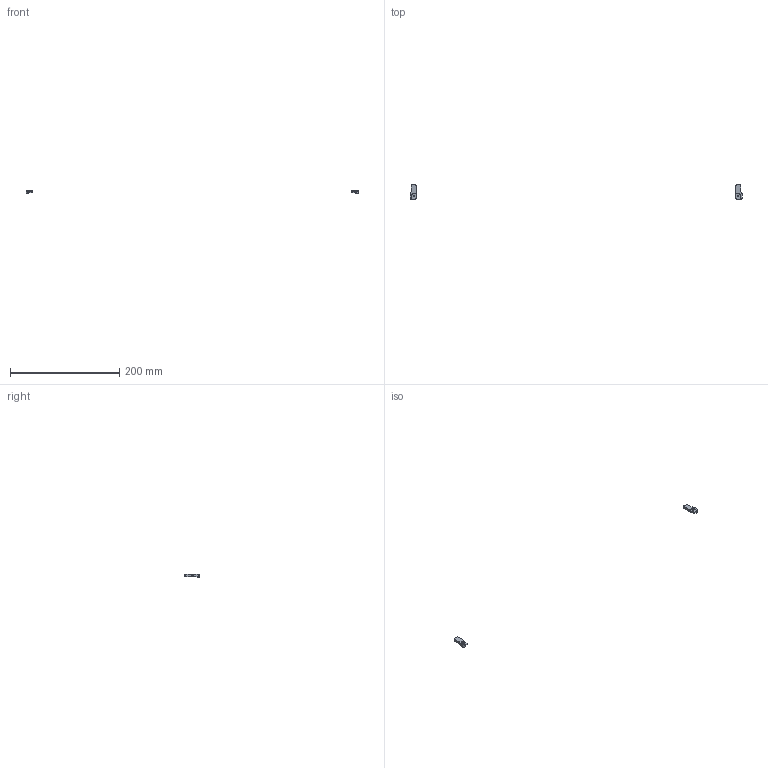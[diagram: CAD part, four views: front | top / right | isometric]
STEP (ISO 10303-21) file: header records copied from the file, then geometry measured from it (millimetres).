
FILE_DESCRIPTION(/* description */ (''),/* implementation_level */ '2;1');
FILE_NAME(/* name */ 'Y endstop finger.step',/* time_stamp */ '2023-09-19T15:57:24+08:00',/* author */ (''),/* organization */ (''),/* preprocessor_version */ 'ST-DEVELOPER v20',/* originating_system */ 'Autodesk Translation Framework v12.9.0.99',/* authorisation */ '');
FILE_SCHEMA (('AUTOMOTIVE_DESIGN { 1 0 10303 214 3 1 1 }'));
Length unit declared in the file: millimetre
Products named in the file (1): Y endstop finger
Bounding box: 606.5 x 26.76 x 6 mm (x, y, z)
Volume: 1893.9 mm3; surface area: 1734.1 mm2
Topology: 2 solids, 2 shells, 48 faces, 132 edges, 88 vertices
Faces by surface type: plane 26, cylinder 22
Full cylindrical faces by diameter (mm): 3.2 x2
Entity records: 1582 total; most frequent: DIRECTION 276, CARTESIAN_POINT 269, ORIENTED_EDGE 264, EDGE_CURVE 132, AXIS2_PLACEMENT_3D 95, VERTEX_POINT 88, LINE 86, VECTOR 86
